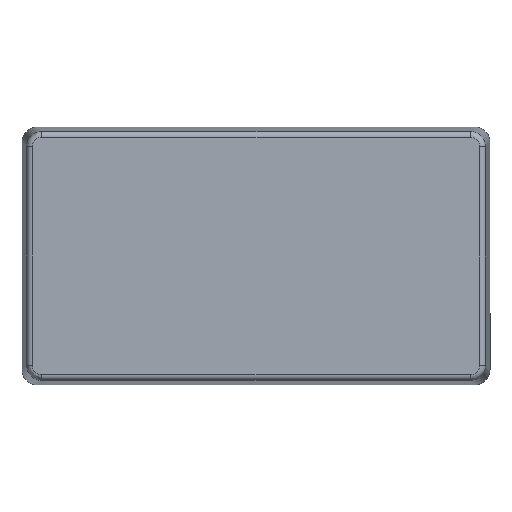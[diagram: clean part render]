
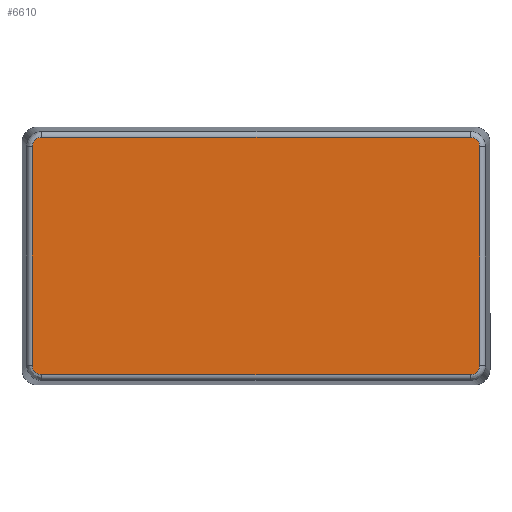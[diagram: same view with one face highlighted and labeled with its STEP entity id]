
A CAD part, front view. The second image highlights one B-rep face of the part: STEP entity #6610.
In plain terms, the highlighted face is planar.
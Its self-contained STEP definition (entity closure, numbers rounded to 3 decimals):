
#670=ELLIPSE('',#7115,2.503,2.5);
#671=ELLIPSE('',#7117,2.503,2.5);
#674=ELLIPSE('',#7125,2.503,2.5);
#675=ELLIPSE('',#7127,2.503,2.5);
#912=FACE_OUTER_BOUND('',#1380,.T.);
#1380=EDGE_LOOP('',(#4843,#4844,#4845,#4846,#4847,#4848,#4849,#4850));
#2267=LINE('',#10174,#2523);
#2269=LINE('',#10240,#2525);
#2270=LINE('',#10245,#2526);
#2272=LINE('',#10308,#2528);
#2523=VECTOR('',#7961,111.106);
#2525=VECTOR('',#7979,56.606);
#2526=VECTOR('',#7984,56.606);
#2528=VECTOR('',#8000,111.106);
#2872=VERTEX_POINT('',#10167);
#2875=VERTEX_POINT('',#10172);
#2876=VERTEX_POINT('',#10200);
#2879=VERTEX_POINT('',#10231);
#2880=VERTEX_POINT('',#10236);
#2883=VERTEX_POINT('',#10243);
#2884=VERTEX_POINT('',#10272);
#2887=VERTEX_POINT('',#10303);
#3609=EDGE_CURVE('',#2875,#2872,#2267,.T.);
#3612=EDGE_CURVE('',#2872,#2876,#670,.T.);
#3614=EDGE_CURVE('',#2879,#2875,#671,.T.);
#3618=EDGE_CURVE('',#2876,#2880,#2269,.T.);
#3620=EDGE_CURVE('',#2883,#2879,#2270,.T.);
#3624=EDGE_CURVE('',#2880,#2884,#674,.T.);
#3626=EDGE_CURVE('',#2887,#2883,#675,.T.);
#3628=EDGE_CURVE('',#2884,#2887,#2272,.T.);
#4843=ORIENTED_EDGE('',*,*,#3609,.F.);
#4844=ORIENTED_EDGE('',*,*,#3614,.F.);
#4845=ORIENTED_EDGE('',*,*,#3620,.F.);
#4846=ORIENTED_EDGE('',*,*,#3626,.F.);
#4847=ORIENTED_EDGE('',*,*,#3628,.F.);
#4848=ORIENTED_EDGE('',*,*,#3624,.F.);
#4849=ORIENTED_EDGE('',*,*,#3618,.F.);
#4850=ORIENTED_EDGE('',*,*,#3612,.F.);
#6421=PLANE('',#7136);
#6610=ADVANCED_FACE('',(#912),#6421,.F.);
#7115=AXIS2_PLACEMENT_3D('',#10204,#7966,#7967);
#7117=AXIS2_PLACEMENT_3D('',#10233,#7970,#7971);
#7125=AXIS2_PLACEMENT_3D('',#10276,#7990,#7991);
#7127=AXIS2_PLACEMENT_3D('',#10305,#7994,#7995);
#7136=AXIS2_PLACEMENT_3D('',#10328,#8021,#8022);
#7961=DIRECTION('',(1.,0.,0.));
#7966=DIRECTION('center_axis',(0.,0.,1.));
#7967=DIRECTION('ref_axis',(0.707,-0.707,0.));
#7970=DIRECTION('center_axis',(0.,0.,1.));
#7971=DIRECTION('ref_axis',(-0.707,-0.707,0.));
#7979=DIRECTION('',(0.,1.,0.));
#7984=DIRECTION('',(0.,-1.,0.));
#7990=DIRECTION('center_axis',(0.,0.,1.));
#7991=DIRECTION('ref_axis',(0.707,0.707,0.));
#7994=DIRECTION('center_axis',(0.,0.,1.));
#7995=DIRECTION('ref_axis',(-0.707,0.707,0.));
#8000=DIRECTION('',(-1.,0.,0.));
#8021=DIRECTION('center_axis',(0.,0.,1.));
#8022=DIRECTION('ref_axis',(1.,0.,0.));
#10167=CARTESIAN_POINT('',(55.553,-30.801,0.));
#10172=CARTESIAN_POINT('',(-55.553,-30.801,0.));
#10174=CARTESIAN_POINT('',(0.,-30.801,0.));
#10200=CARTESIAN_POINT('',(58.051,-28.303,0.));
#10204=CARTESIAN_POINT('Origin',(55.55,-28.3,0.));
#10231=CARTESIAN_POINT('',(-58.051,-28.303,0.));
#10233=CARTESIAN_POINT('Origin',(-55.55,-28.3,0.));
#10236=CARTESIAN_POINT('',(58.051,28.303,0.));
#10240=CARTESIAN_POINT('',(58.051,0.,0.));
#10243=CARTESIAN_POINT('',(-58.051,28.303,0.));
#10245=CARTESIAN_POINT('',(-58.051,0.,0.));
#10272=CARTESIAN_POINT('',(55.553,30.801,0.));
#10276=CARTESIAN_POINT('Origin',(55.55,28.3,0.));
#10303=CARTESIAN_POINT('',(-55.553,30.801,0.));
#10305=CARTESIAN_POINT('Origin',(-55.55,28.3,0.));
#10308=CARTESIAN_POINT('',(0.,30.801,0.));
#10328=CARTESIAN_POINT('Origin',(0.,0.,
0.));
